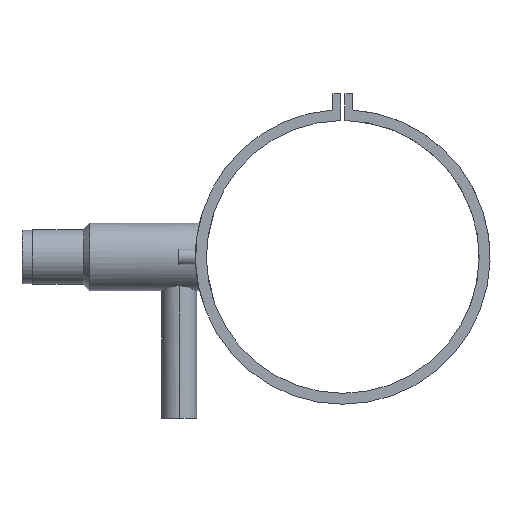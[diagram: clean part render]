
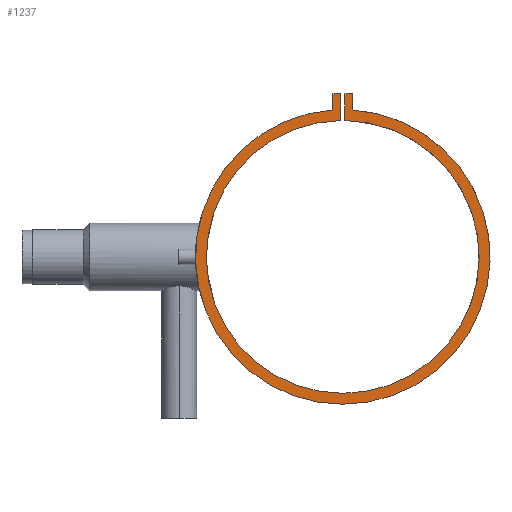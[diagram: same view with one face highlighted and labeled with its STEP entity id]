
A CAD part, left-side view. The second image highlights one B-rep face of the part: STEP entity #1237.
In plain terms, the highlighted planar face has unit normal (-1, 0, 0).
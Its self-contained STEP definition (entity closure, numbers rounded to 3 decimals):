
#13 = PLANE ( 'NONE',  #946 ) ;
#57 = VECTOR ( 'NONE', #1900, 1000. ) ;
#80 = CARTESIAN_POINT ( 'NONE',  ( -69., 2., 124.984 ) ) ;
#104 = EDGE_CURVE ( 'NONE', #1080, #1007, #1732, .T. ) ;
#110 = AXIS2_PLACEMENT_3D ( 'NONE', #304, #1174, #1889 ) ;
#144 = CARTESIAN_POINT ( 'NONE',  ( -69., -9., 149.7 ) ) ;
#154 = CIRCLE ( 'NONE', #110, 125. ) ;
#217 = LINE ( 'NONE', #1089, #2418 ) ;
#253 = LINE ( 'NONE', #1120, #1785 ) ;
#304 = CARTESIAN_POINT ( 'NONE',  ( -69., 0., 0. ) ) ;
#312 = CARTESIAN_POINT ( 'NONE',  ( -69., -2., 124.984 ) ) ;
#322 = LINE ( 'NONE', #1190, #57 ) ;
#336 = DIRECTION ( 'NONE',  ( 0., 0., -1. ) ) ;
#395 = VERTEX_POINT ( 'NONE', #312 ) ;
#444 = VECTOR ( 'NONE', #2280, 1000. ) ;
#487 = CARTESIAN_POINT ( 'NONE',  ( -69., 9., 149.7 ) ) ;
#643 = LINE ( 'NONE', #1473, #766 ) ;
#724 = CARTESIAN_POINT ( 'NONE',  ( -69., 2., 149.7 ) ) ;
#758 = DIRECTION ( 'NONE',  ( 0., 0., -1. ) ) ;
#766 = VECTOR ( 'NONE', #2154, 1000. ) ;
#768 = VERTEX_POINT ( 'NONE', #1979 ) ;
#807 = LINE ( 'NONE', #1600, #444 ) ;
#824 = VERTEX_POINT ( 'NONE', #487 ) ;
#896 = CARTESIAN_POINT ( 'NONE',  ( -69., 0., 0. ) ) ;
#908 = EDGE_CURVE ( 'NONE', #909, #395, #154, .T. ) ;
#909 = VERTEX_POINT ( 'NONE', #80 ) ;
#943 = EDGE_CURVE ( 'NONE', #768, #824, #322, .T. ) ;
#946 = AXIS2_PLACEMENT_3D ( 'NONE', #896, #1673, #2349 ) ;
#1007 = VERTEX_POINT ( 'NONE', #2254 ) ;
#1020 = VECTOR ( 'NONE', #758, 1000. ) ;
#1080 = VERTEX_POINT ( 'NONE', #144 ) ;
#1089 = CARTESIAN_POINT ( 'NONE',  ( -69., 2., 149.7 ) ) ;
#1120 = CARTESIAN_POINT ( 'NONE',  ( -69., -2., 149.7 ) ) ;
#1174 = DIRECTION ( 'NONE',  ( -1., 0., 0. ) ) ;
#1190 = CARTESIAN_POINT ( 'NONE',  ( -69., 9., 149.7 ) ) ;
#1237 = ADVANCED_FACE ( 'NONE', ( #1836 ), #13, .F. ) ;
#1263 = AXIS2_PLACEMENT_3D ( 'NONE', #1395, #2075, #336 ) ;
#1271 = VERTEX_POINT ( 'NONE', #1358 ) ;
#1276 = ORIENTED_EDGE ( 'NONE', *, *, #943, .F. ) ;
#1287 = ORIENTED_EDGE ( 'NONE', *, *, #2072, .F. ) ;
#1289 = ORIENTED_EDGE ( 'NONE', *, *, #2104, .F. ) ;
#1301 = ORIENTED_EDGE ( 'NONE', *, *, #908, .F. ) ;
#1311 = VERTEX_POINT ( 'NONE', #724 ) ;
#1313 = ORIENTED_EDGE ( 'NONE', *, *, #1807, .F. ) ;
#1324 = ORIENTED_EDGE ( 'NONE', *, *, #2462, .F. ) ;
#1341 = ORIENTED_EDGE ( 'NONE', *, *, #104, .F. ) ;
#1353 = ORIENTED_EDGE ( 'NONE', *, *, #2003, .F. ) ;
#1357 = EDGE_LOOP ( 'NONE', ( #1353, #1341, #1324, #1313, #1301, #1289, #1287, #1276 ) ) ;
#1358 = CARTESIAN_POINT ( 'NONE',  ( -69., -2., 149.7 ) ) ;
#1395 = CARTESIAN_POINT ( 'NONE',  ( -69., 0., 0. ) ) ;
#1473 = CARTESIAN_POINT ( 'NONE',  ( -69., 9., 149.7 ) ) ;
#1600 = CARTESIAN_POINT ( 'NONE',  ( -69., -2., 149.7 ) ) ;
#1673 = DIRECTION ( 'NONE',  ( 1., 0., 0. ) ) ;
#1732 = LINE ( 'NONE', #2408, #1020 ) ;
#1785 = VECTOR ( 'NONE', #1843, 1000. ) ;
#1807 = EDGE_CURVE ( 'NONE', #395, #1271, #807, .T. ) ;
#1821 = DIRECTION ( 'NONE',  ( 0., 0., -1. ) ) ;
#1836 = FACE_OUTER_BOUND ( 'NONE', #1357, .T. ) ;
#1843 = DIRECTION ( 'NONE',  ( 0., -1., 0. ) ) ;
#1889 = DIRECTION ( 'NONE',  ( 0., 0., -1. ) ) ;
#1900 = DIRECTION ( 'NONE',  ( 0., 0., 1. ) ) ;
#1979 = CARTESIAN_POINT ( 'NONE',  ( -69., 9., 134.7 ) ) ;
#2003 = EDGE_CURVE ( 'NONE', #1007, #768, #2239, .T. ) ;
#2072 = EDGE_CURVE ( 'NONE', #824, #1311, #643, .T. ) ;
#2075 = DIRECTION ( 'NONE',  ( 1., 0., 0. ) ) ;
#2104 = EDGE_CURVE ( 'NONE', #1311, #909, #217, .T. ) ;
#2154 = DIRECTION ( 'NONE',  ( 0., -1., 0. ) ) ;
#2239 = CIRCLE ( 'NONE', #1263, 135. ) ;
#2254 = CARTESIAN_POINT ( 'NONE',  ( -69., -9., 134.7 ) ) ;
#2280 = DIRECTION ( 'NONE',  ( 0., 0., 1. ) ) ;
#2349 = DIRECTION ( 'NONE',  ( 0., 0., -1. ) ) ;
#2408 = CARTESIAN_POINT ( 'NONE',  ( -69., -9., 149.7 ) ) ;
#2418 = VECTOR ( 'NONE', #1821, 1000. ) ;
#2462 = EDGE_CURVE ( 'NONE', #1271, #1080, #253, .T. ) ;
